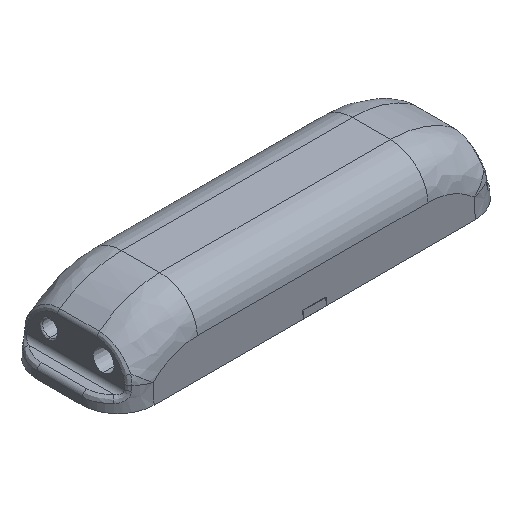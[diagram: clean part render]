
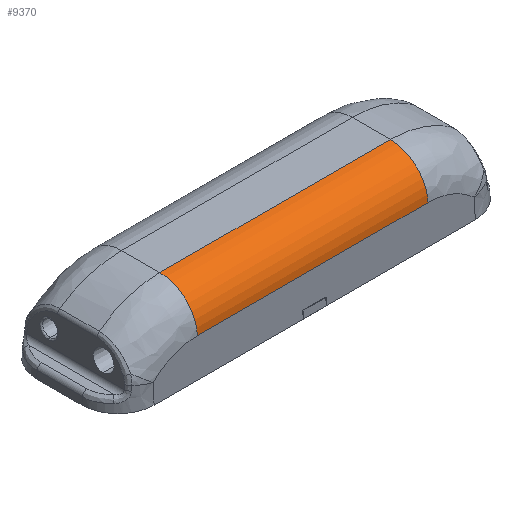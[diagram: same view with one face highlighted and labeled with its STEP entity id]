
A CAD part, isometric view. The second image highlights one B-rep face of the part: STEP entity #9370.
In plain terms, the highlighted cylindrical face has radius 4.572 mm (diameter 9.144 mm), a partial arc.
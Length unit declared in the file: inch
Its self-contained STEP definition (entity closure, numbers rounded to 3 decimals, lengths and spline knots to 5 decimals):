
#255 = CARTESIAN_POINT ( 'NONE',  ( 0.55, -0.09111, 0.345 ) ) ;
#1154 = ORIENTED_EDGE ( 'NONE', *, *, #18911, .T. ) ;
#1827 = VECTOR ( 'NONE', #24012, 39.37008 ) ;
#3983 = AXIS2_PLACEMENT_3D ( 'NONE', #7704, #15843, #19978 ) ;
#4340 = CARTESIAN_POINT ( 'NONE',  ( 0.55, -0.27086, 0.17442 ) ) ;
#4522 = DIRECTION ( 'NONE',  ( -1., 0., 0. ) ) ;
#6516 = DIRECTION ( 'NONE',  ( 0., 0., 1. ) ) ;
#7704 = CARTESIAN_POINT ( 'NONE',  ( 0.55, -0.09111, 0.165 ) ) ;
#8520 = EDGE_CURVE ( 'NONE', #15164, #22428, #26005, .T. ) ;
#9370 = ADVANCED_FACE ( 'NONE', ( #17918 ), #26039, .T. ) ;
#9627 = CIRCLE ( 'NONE', #17265, 0.18 ) ;
#10270 = CARTESIAN_POINT ( 'NONE',  ( -0.55, -0.09111, 0.165 ) ) ;
#10514 = VERTEX_POINT ( 'NONE', #11271 ) ;
#11271 = CARTESIAN_POINT ( 'NONE',  ( -0.55, -0.27086, 0.17442 ) ) ;
#11377 = LINE ( 'NONE', #21614, #21480 ) ;
#15004 = ORIENTED_EDGE ( 'NONE', *, *, #8520, .F. ) ;
#15164 = VERTEX_POINT ( 'NONE', #23682 ) ;
#15507 = CIRCLE ( 'NONE', #3983, 0.18 ) ;
#15822 = EDGE_LOOP ( 'NONE', ( #1154, #15004, #15948, #17098 ) ) ;
#15843 = DIRECTION ( 'NONE',  ( -1., 0., 0. ) ) ;
#15929 = CARTESIAN_POINT ( 'NONE',  ( -0.766, -0.09111, 0.165 ) ) ;
#15948 = ORIENTED_EDGE ( 'NONE', *, *, #23474, .F. ) ;
#17098 = ORIENTED_EDGE ( 'NONE', *, *, #19893, .F. ) ;
#17265 = AXIS2_PLACEMENT_3D ( 'NONE', #10270, #4522, #6516 ) ;
#17918 = FACE_OUTER_BOUND ( 'NONE', #15822, .T. ) ;
#18911 = EDGE_CURVE ( 'NONE', #19021, #22428, #15507, .T. ) ;
#19021 = VERTEX_POINT ( 'NONE', #4340 ) ;
#19893 = EDGE_CURVE ( 'NONE', #19021, #10514, #11377, .T. ) ;
#19978 = DIRECTION ( 'NONE',  ( 0., 0., 1. ) ) ;
#20291 = CARTESIAN_POINT ( 'NONE',  ( 0.55, -0.09111, 0.345 ) ) ;
#21480 = VECTOR ( 'NONE', #22001, 39.37008 ) ;
#21614 = CARTESIAN_POINT ( 'NONE',  ( -0.55, -0.27086, 0.17442 ) ) ;
#21994 = AXIS2_PLACEMENT_3D ( 'NONE', #15929, #24049, #23865 ) ;
#22001 = DIRECTION ( 'NONE',  ( -1., 0., 0. ) ) ;
#22428 = VERTEX_POINT ( 'NONE', #255 ) ;
#23474 = EDGE_CURVE ( 'NONE', #10514, #15164, #9627, .T. ) ;
#23682 = CARTESIAN_POINT ( 'NONE',  ( -0.55, -0.09111, 0.345 ) ) ;
#23865 = DIRECTION ( 'NONE',  ( 0., 0., -1. ) ) ;
#24012 = DIRECTION ( 'NONE',  ( 1., 0., 0. ) ) ;
#24049 = DIRECTION ( 'NONE',  ( 1., 0., 0. ) ) ;
#26005 = LINE ( 'NONE', #20291, #1827 ) ;
#26039 = CYLINDRICAL_SURFACE ( 'NONE', #21994, 0.18 ) ;
